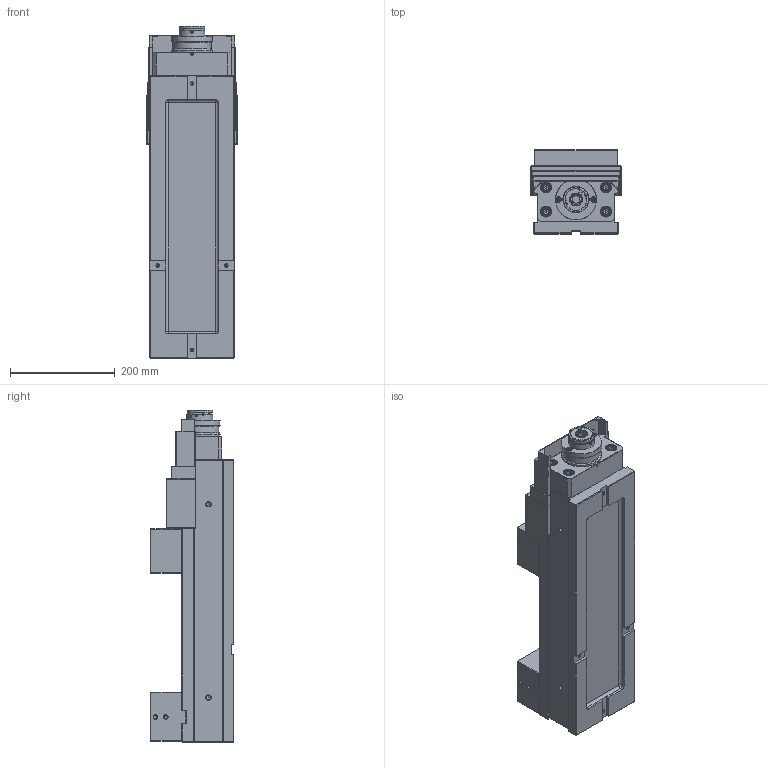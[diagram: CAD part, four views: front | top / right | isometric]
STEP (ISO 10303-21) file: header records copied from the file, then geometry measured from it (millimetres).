
FILE_DESCRIPTION(/* description */ (''),/* implementation_level */ '2;1');
FILE_NAME(/* name */ '1AVK160GA0101.stp',/* time_stamp */ '2020-03-17T11:09:17+08:00',/* author */ ('AUTOWELL002'),/* organization */ (''),/* preprocessor_version */ 'ST-DEVELOPER v17',/* originating_system */ 'Autodesk Inventor 2019',/* authorisation */ '');
FILE_SCHEMA (('AUTOMOTIVE_DESIGN { 1 0 10303 214 3 1 1 }'));
Products named in the file (1): 1AVK160GA0101
Bounding box: 172.4 x 160 x 635.17 mm (x, y, z)
Volume: 8493225.8 mm3; surface area: 1102981.9 mm2
Topology: 38 solids, 76 shells, 1895 faces, 5229 edges, 3477 vertices
Faces by surface type: plane 1049, cylinder 390, cone 291, torus 85, bspline 64, sphere 16
Full cylindrical faces by diameter (mm): 2.5 x5, 3 x5, 3.242 x8, 3.3 x5, 4 x13, 4.134 x7, 4.2 x5, 4.5 x12, 4.917 x5, 5 x7, 5.6 x2, 6 x11, 6.1 x1, 6.2 x3, 6.5 x4, 6.647 x4, 7 x2, 7.5 x1, 7.9 x1, 8.2 x1, 8.376 x6, 8.5 x2, 9.5 x1, 9.6 x2, 10.106 x4, 11 x2, 11.835 x4, 12 x6, 13 x4, 13.8 x1
Entity records: 83068 total; most frequent: CARTESIAN_POINT 34049, ORIENTED_EDGE 10306, DIRECTION 9402, EDGE_CURVE 5153, VERTEX_POINT 3479, AXIS2_PLACEMENT_3D 3433, LINE 2536, VECTOR 2536
